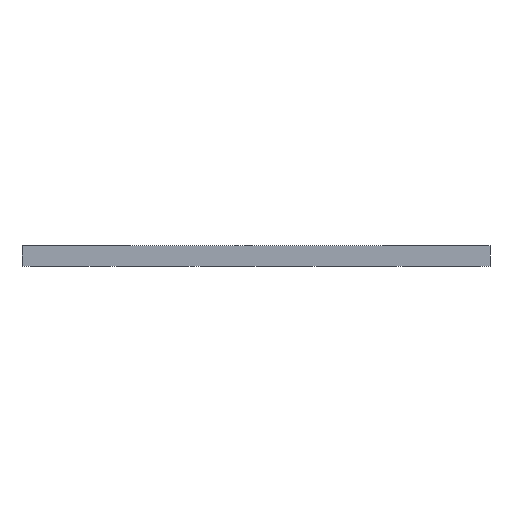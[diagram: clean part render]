
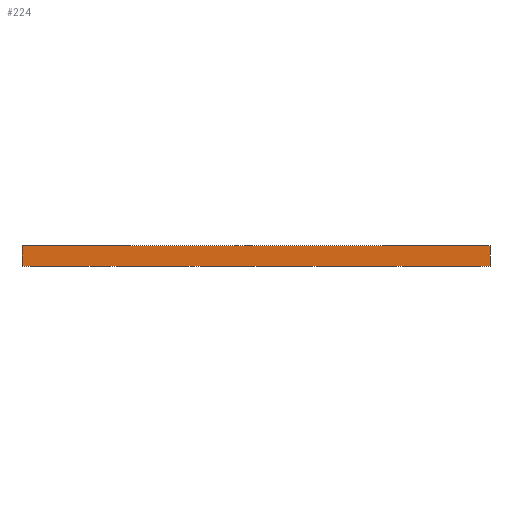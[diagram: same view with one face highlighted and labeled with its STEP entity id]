
A CAD part, front view. The second image highlights one B-rep face of the part: STEP entity #224.
In plain terms, the highlighted planar face has unit normal (0, -1, 0).
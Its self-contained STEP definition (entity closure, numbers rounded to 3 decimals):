
#224=ADVANCED_FACE('',(#468),#360,.F.);
#360=PLANE('',#2974);
#468=FACE_OUTER_BOUND('',#596,.T.);
#596=EDGE_LOOP('',(#996,#997,#998,#999));
#797=B_SPLINE_CURVE_WITH_KNOTS('',3,(#5482,#5483,#5484,#5485,#5486,#5487,
#5488,#5489,#5490,#5491,#5492,#5493,#5494,#5495,#5496,#5497,#5498,#5499,
#5500,#5501,#5502,#5503,#5504),.UNSPECIFIED.,.F.,.F.,(4,1,1,1,1,1,1,1,1,
1,1,1,1,1,1,1,1,1,1,1,4),(0.,0.063,0.125,0.25,0.313,0.375,0.406,0.414,
0.422,0.438,0.5,0.563,0.578,0.586,0.594,0.625,0.688,0.75,
0.875,0.938,1.),.UNSPECIFIED.);
#996=ORIENTED_EDGE('',*,*,#2110,.T.);
#997=ORIENTED_EDGE('',*,*,#2111,.T.);
#998=ORIENTED_EDGE('',*,*,#2112,.F.);
#999=ORIENTED_EDGE('',*,*,#2113,.F.);
#1822=VERTEX_POINT('',#5478);
#1823=VERTEX_POINT('',#5479);
#1824=VERTEX_POINT('',#5481);
#1825=VERTEX_POINT('',#5505);
#2110=EDGE_CURVE('',#1822,#1823,#2501,.T.);
#2111=EDGE_CURVE('',#1823,#1824,#2502,.T.);
#2112=EDGE_CURVE('',#1825,#1824,#797,.T.);
#2113=EDGE_CURVE('',#1822,#1825,#2503,.T.);
#2501=LINE('',#5477,#2757);
#2502=LINE('',#5480,#2758);
#2503=LINE('',#5506,#2759);
#2757=VECTOR('',#3193,1.);
#2758=VECTOR('',#3194,1.);
#2759=VECTOR('',#3195,1.);
#2974=AXIS2_PLACEMENT_3D('',#5507,#3196,#3197);
#3193=DIRECTION('',(1.,0.,0.));
#3194=DIRECTION('',(0.,0.,1.));
#3195=DIRECTION('',(0.,0.,1.));
#3196=DIRECTION('',(0.,1.,0.));
#3197=DIRECTION('',(1.,0.,0.));
#5477=CARTESIAN_POINT('',(0.,0.,-35.));
#5478=CARTESIAN_POINT('',(0.,0.,-35.));
#5479=CARTESIAN_POINT('',(800.,0.,-35.));
#5480=CARTESIAN_POINT('',(800.,0.,0.));
#5481=CARTESIAN_POINT('',(800.,0.,0.));
#5482=CARTESIAN_POINT('',(0.,0.,
0.));
#5483=CARTESIAN_POINT('',(16.661,0.,0.));
#5484=CARTESIAN_POINT('',(49.984,0.,0.));
#5485=CARTESIAN_POINT('',(116.63,0.,0.));
#5486=CARTESIAN_POINT('',(183.282,0.,0.));
#5487=CARTESIAN_POINT('',(249.947,0.,0.));
#5488=CARTESIAN_POINT('',(291.62,0.,0.));
#5489=CARTESIAN_POINT('',(318.712,0.,0.));
#5490=CARTESIAN_POINT('',(331.217,0.,0.));
#5491=CARTESIAN_POINT('',(339.554,0.,0.));
#5492=CARTESIAN_POINT('',(362.48,0.,0.));
#5493=CARTESIAN_POINT('',(400.,0.,0.));
#5494=CARTESIAN_POINT('',(437.519,0.,0.));
#5495=CARTESIAN_POINT('',(460.446,0.,0.));
#5496=CARTESIAN_POINT('',(468.783,0.,0.));
#5497=CARTESIAN_POINT('',(481.288,0.,0.));
#5498=CARTESIAN_POINT('',(508.38,0.,0.));
#5499=CARTESIAN_POINT('',(550.053,0.,0.));
#5500=CARTESIAN_POINT('',(616.718,0.,0.));
#5501=CARTESIAN_POINT('',(683.37,0.,0.));
#5502=CARTESIAN_POINT('',(750.016,0.,0.));
#5503=CARTESIAN_POINT('',(783.339,0.,0.));
#5504=CARTESIAN_POINT('',(800.,0.,0.));
#5505=CARTESIAN_POINT('',(0.,0.,0.));
#5506=CARTESIAN_POINT('',(0.,0.,0.));
#5507=CARTESIAN_POINT('',(0.,0.,0.));
